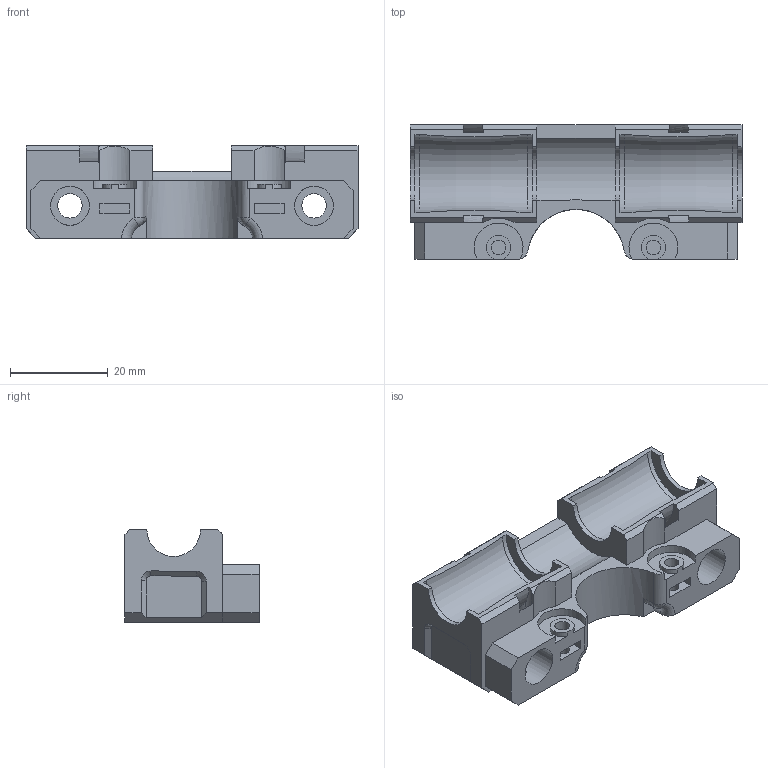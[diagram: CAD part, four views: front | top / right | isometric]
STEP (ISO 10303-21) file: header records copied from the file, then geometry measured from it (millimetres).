
FILE_DESCRIPTION(/* description */ (''),/* implementation_level */ '2;1');
FILE_NAME(/* name */ 'y_carrier_printpart.step',/* time_stamp */ '2016-08-09T12:17:21+02:00',/* author */ (''),/* organization */ (''),/* preprocessor_version */ 'ST-DEVELOPER v16.5',/* originating_system */ 'Autodesk Translation Framework v5.1.0.2740',/* authorisation */ '');
FILE_SCHEMA (('AUTOMOTIVE_DESIGN { 1 0 10303 214 3 1 1 }'));
Length unit declared in the file: centimetre
Products named in the file (1): y_carrier_printpart v22
Bounding box: 68 x 27.5 x 19 mm (x, y, z)
Volume: 17317.3 mm3; surface area: 10085.2 mm2
Topology: 1 solids, 1 shells, 145 faces, 423 edges, 281 vertices
Faces by surface type: plane 85, cylinder 44, bspline 6, cone 4, torus 4, sphere 2
Full cylindrical faces by diameter (mm): 3 x4, 4 x5, 5 x2, 8 x2, 10 x2
Entity records: 5732 total; most frequent: CARTESIAN_POINT 1905, ORIENTED_EDGE 806, DIRECTION 745, EDGE_CURVE 403, VERTEX_POINT 276, LINE 257, VECTOR 257, AXIS2_PLACEMENT_3D 244
